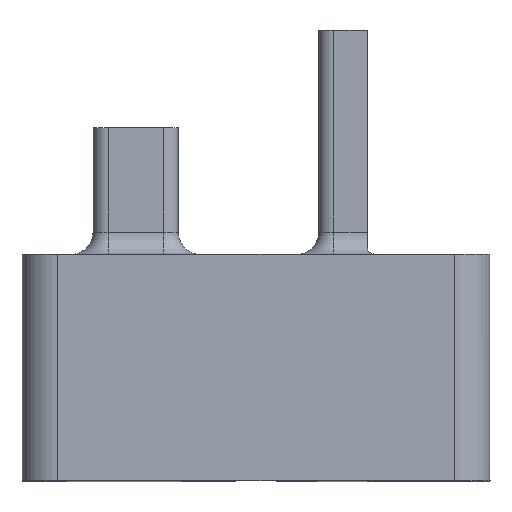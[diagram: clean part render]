
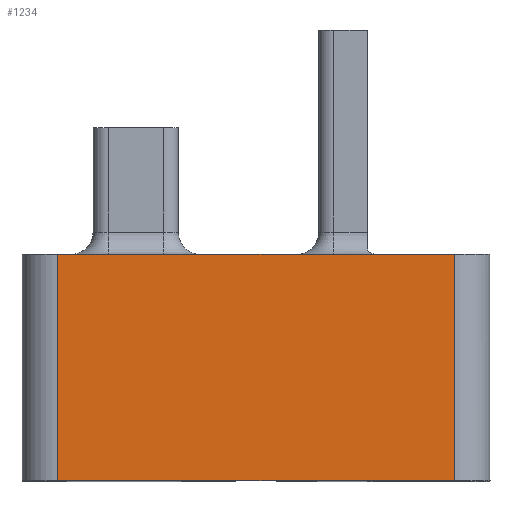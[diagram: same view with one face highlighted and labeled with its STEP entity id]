
A CAD part, top view. The second image highlights one B-rep face of the part: STEP entity #1234.
In plain terms, the highlighted planar face has unit normal (0, 0, 1).
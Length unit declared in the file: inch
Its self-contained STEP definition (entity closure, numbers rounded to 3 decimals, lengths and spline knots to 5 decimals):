
#63 = LINE ( 'NONE', #3716, #2177 ) ;
#85 = CARTESIAN_POINT ( 'NONE',  ( -1.32583, 1.435, 1.56583 ) ) ;
#107 = AXIS2_PLACEMENT_3D ( 'NONE', #1268, #1573, #1009 ) ;
#157 = EDGE_CURVE ( 'NONE', #731, #1957, #2451, .T. ) ;
#284 = CARTESIAN_POINT ( 'NONE',  ( -1.32583, 1.435, 1.56583 ) ) ;
#305 = ORIENTED_EDGE ( 'NONE', *, *, #1466, .F. ) ;
#397 = VECTOR ( 'NONE', #3656, 39.37008 ) ;
#504 = DIRECTION ( 'NONE',  ( 0., -1., 0. ) ) ;
#731 = VERTEX_POINT ( 'NONE', #85 ) ;
#842 = VECTOR ( 'NONE', #504, 39.37008 ) ;
#935 = DIRECTION ( 'NONE',  ( 0., -1., 0. ) ) ;
#1009 = DIRECTION ( 'NONE',  ( -1., 0., 0. ) ) ;
#1121 = CARTESIAN_POINT ( 'NONE',  ( 1.32583, 0.845, 1.56583 ) ) ;
#1234 = ADVANCED_FACE ( 'NONE', ( #1887 ), #2505, .F. ) ;
#1268 = CARTESIAN_POINT ( 'NONE',  ( -1.32583, 0.845, 1.56583 ) ) ;
#1466 = EDGE_CURVE ( 'NONE', #731, #2220, #3506, .T. ) ;
#1573 = DIRECTION ( 'NONE',  ( 0., 0., -1. ) ) ;
#1627 = EDGE_CURVE ( 'NONE', #2810, #1957, #63, .T. ) ;
#1887 = FACE_OUTER_BOUND ( 'NONE', #3658, .T. ) ;
#1957 = VERTEX_POINT ( 'NONE', #2596 ) ;
#1991 = ORIENTED_EDGE ( 'NONE', *, *, #3156, .F. ) ;
#2014 = CARTESIAN_POINT ( 'NONE',  ( 1.32583, -0.08104, 1.56583 ) ) ;
#2150 = VECTOR ( 'NONE', #935, 39.37008 ) ;
#2177 = VECTOR ( 'NONE', #2761, 39.37008 ) ;
#2220 = VERTEX_POINT ( 'NONE', #2473 ) ;
#2451 = LINE ( 'NONE', #3667, #2150 ) ;
#2473 = CARTESIAN_POINT ( 'NONE',  ( 1.32583, 1.435, 1.56583 ) ) ;
#2505 = PLANE ( 'NONE',  #107 ) ;
#2596 = CARTESIAN_POINT ( 'NONE',  ( -1.32583, -0.08104, 1.56583 ) ) ;
#2761 = DIRECTION ( 'NONE',  ( -1., 0., 0. ) ) ;
#2810 = VERTEX_POINT ( 'NONE', #2014 ) ;
#3040 = ORIENTED_EDGE ( 'NONE', *, *, #1627, .F. ) ;
#3156 = EDGE_CURVE ( 'NONE', #2220, #2810, #3238, .T. ) ;
#3238 = LINE ( 'NONE', #1121, #842 ) ;
#3382 = ORIENTED_EDGE ( 'NONE', *, *, #157, .T. ) ;
#3506 = LINE ( 'NONE', #284, #397 ) ;
#3656 = DIRECTION ( 'NONE',  ( 1., 0., 0. ) ) ;
#3658 = EDGE_LOOP ( 'NONE', ( #3382, #3040, #1991, #305 ) ) ;
#3667 = CARTESIAN_POINT ( 'NONE',  ( -1.32583, 0.845, 1.56583 ) ) ;
#3716 = CARTESIAN_POINT ( 'NONE',  ( 1.32583, -0.08104, 1.56583 ) ) ;
